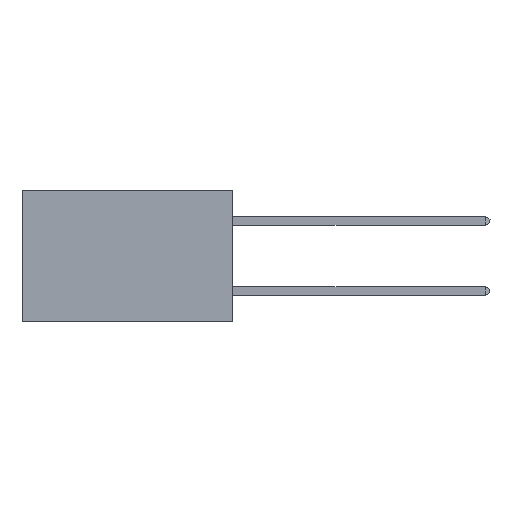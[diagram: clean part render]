
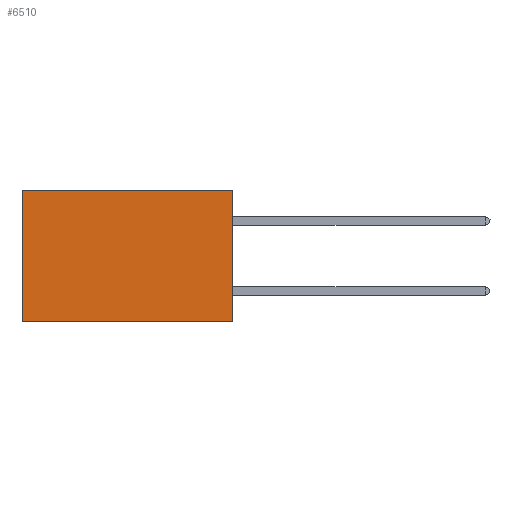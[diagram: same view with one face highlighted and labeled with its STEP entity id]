
A CAD part, left-side view. The second image highlights one B-rep face of the part: STEP entity #6510.
In plain terms, the highlighted planar face has unit normal (-1, 0, 0).
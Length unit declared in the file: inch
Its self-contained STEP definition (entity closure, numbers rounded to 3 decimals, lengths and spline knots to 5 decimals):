
#320 = EDGE_CURVE ( 'NONE', #6515, #596, #6831, .T. ) ;
#400 = VECTOR ( 'NONE', #7812, 39.37008 ) ;
#466 = EDGE_CURVE ( 'NONE', #2660, #7085, #2700, .T. ) ;
#596 = VERTEX_POINT ( 'NONE', #7729 ) ;
#609 = PLANE ( 'NONE',  #1825 ) ;
#611 = DIRECTION ( 'NONE',  ( 0., 0., -1. ) ) ;
#745 = DIRECTION ( 'NONE',  ( 0., 1., 0. ) ) ;
#931 = VECTOR ( 'NONE', #745, 39.37008 ) ;
#1082 = ORIENTED_EDGE ( 'NONE', *, *, #6731, .F. ) ;
#1407 = EDGE_LOOP ( 'NONE', ( #5707, #1082, #7082, #4413 ) ) ;
#1825 = AXIS2_PLACEMENT_3D ( 'NONE', #7991, #2433, #6115 ) ;
#2433 = DIRECTION ( 'NONE',  ( 1., 0., 0. ) ) ;
#2660 = VERTEX_POINT ( 'NONE', #7099 ) ;
#2700 = LINE ( 'NONE', #3649, #6644 ) ;
#3284 = FACE_OUTER_BOUND ( 'NONE', #1407, .T. ) ;
#3649 = CARTESIAN_POINT ( 'NONE',  ( 0.2875, 0., -0.375 ) ) ;
#3778 = LINE ( 'NONE', #3935, #7803 ) ;
#3935 = CARTESIAN_POINT ( 'NONE',  ( 0.2875, 0., 0. ) ) ;
#4413 = ORIENTED_EDGE ( 'NONE', *, *, #5029, .T. ) ;
#5029 = EDGE_CURVE ( 'NONE', #2660, #6515, #3778, .T. ) ;
#5126 = CARTESIAN_POINT ( 'NONE',  ( 0.2875, 0., -0.375 ) ) ;
#5140 = DIRECTION ( 'NONE',  ( 0., 1., 0. ) ) ;
#5707 = ORIENTED_EDGE ( 'NONE', *, *, #320, .T. ) ;
#6115 = DIRECTION ( 'NONE',  ( 0., 0., -1. ) ) ;
#6510 = ADVANCED_FACE ( 'NONE', ( #3284 ), #609, .F. ) ;
#6515 = VERTEX_POINT ( 'NONE', #7345 ) ;
#6587 = CARTESIAN_POINT ( 'NONE',  ( 0.2875, 0.6, -0.375 ) ) ;
#6594 = LINE ( 'NONE', #5126, #931 ) ;
#6644 = VECTOR ( 'NONE', #611, 39.37008 ) ;
#6731 = EDGE_CURVE ( 'NONE', #7085, #596, #6594, .T. ) ;
#6831 = LINE ( 'NONE', #6587, #400 ) ;
#7082 = ORIENTED_EDGE ( 'NONE', *, *, #466, .F. ) ;
#7085 = VERTEX_POINT ( 'NONE', #7213 ) ;
#7099 = CARTESIAN_POINT ( 'NONE',  ( 0.2875, 0., 0. ) ) ;
#7213 = CARTESIAN_POINT ( 'NONE',  ( 0.2875, 0., -0.375 ) ) ;
#7345 = CARTESIAN_POINT ( 'NONE',  ( 0.2875, 0.6, 0. ) ) ;
#7729 = CARTESIAN_POINT ( 'NONE',  ( 0.2875, 0.6, -0.375 ) ) ;
#7803 = VECTOR ( 'NONE', #5140, 39.37008 ) ;
#7812 = DIRECTION ( 'NONE',  ( 0., 0., -1. ) ) ;
#7991 = CARTESIAN_POINT ( 'NONE',  ( 0.2875, 0., -0.375 ) ) ;
